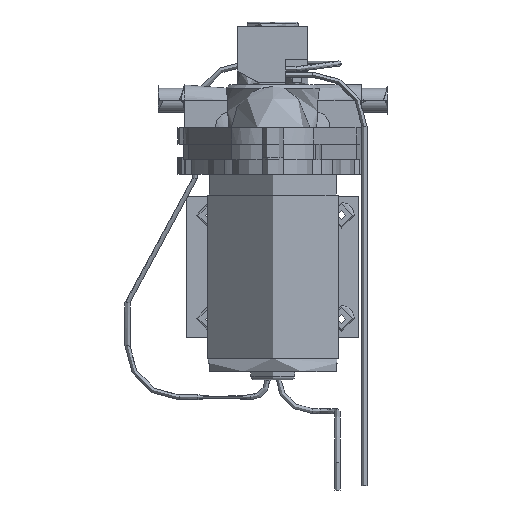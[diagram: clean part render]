
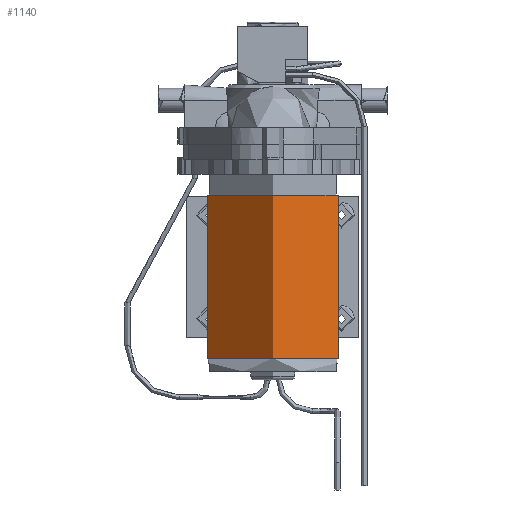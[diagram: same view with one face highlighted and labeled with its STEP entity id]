
A CAD part, front view. The second image highlights one B-rep face of the part: STEP entity #1140.
In plain terms, the highlighted cylindrical face has radius 38 mm (diameter 76 mm), a full revolution.
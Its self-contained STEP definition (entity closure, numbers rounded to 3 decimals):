
#1124 = EDGE_CURVE('',#1125,#1125,#1127,.T.);
#1125 = VERTEX_POINT('',#1126);
#1126 = CARTESIAN_POINT('',(188.452,-40.728,-51.));
#1127 = CIRCLE('',#1128,38.);
#1128 = AXIS2_PLACEMENT_3D('',#1129,#1130,#1131);
#1129 = CARTESIAN_POINT('',(226.452,-40.728,-51.));
#1130 = DIRECTION('',(0.,0.,-1.));
#1131 = DIRECTION('',(1.,0.,0.));
#1140 = ADVANCED_FACE('',(#1141),#1160,.T.);
#1141 = FACE_BOUND('',#1142,.T.);
#1142 = EDGE_LOOP('',(#1143,#1152,#1158,#1159));
#1143 = ORIENTED_EDGE('',*,*,#1144,.F.);
#1144 = EDGE_CURVE('',#1145,#1145,#1147,.T.);
#1145 = VERTEX_POINT('',#1146);
#1146 = CARTESIAN_POINT('',(188.452,-40.728,-145.9));
#1147 = CIRCLE('',#1148,38.);
#1148 = AXIS2_PLACEMENT_3D('',#1149,#1150,#1151);
#1149 = CARTESIAN_POINT('',(226.452,-40.728,-145.9));
#1150 = DIRECTION('',(0.,0.,-1.));
#1151 = DIRECTION('',(1.,0.,0.));
#1152 = ORIENTED_EDGE('',*,*,#1153,.T.);
#1153 = EDGE_CURVE('',#1145,#1125,#1154,.T.);
#1154 = LINE('',#1155,#1156);
#1155 = CARTESIAN_POINT('',(188.452,-40.728,-102.35));
#1156 = VECTOR('',#1157,1.);
#1157 = DIRECTION('',(0.,0.,1.));
#1158 = ORIENTED_EDGE('',*,*,#1124,.T.);
#1159 = ORIENTED_EDGE('',*,*,#1153,.F.);
#1160 = CYLINDRICAL_SURFACE('',#1161,38.);
#1161 = AXIS2_PLACEMENT_3D('',#1162,#1163,#1164);
#1162 = CARTESIAN_POINT('',(226.452,-40.728,-102.35));
#1163 = DIRECTION('',(0.,0.,-1.));
#1164 = DIRECTION('',(1.,0.,0.));
